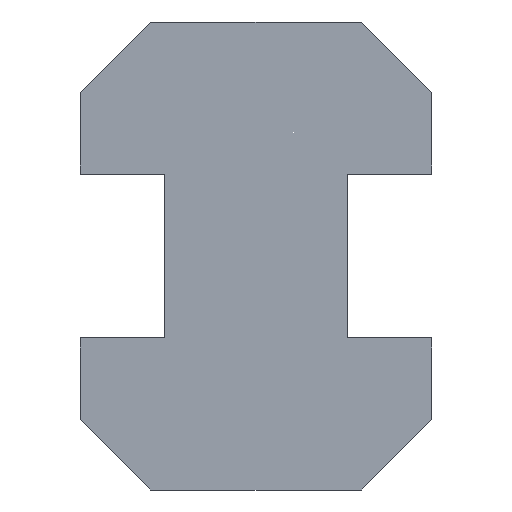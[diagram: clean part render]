
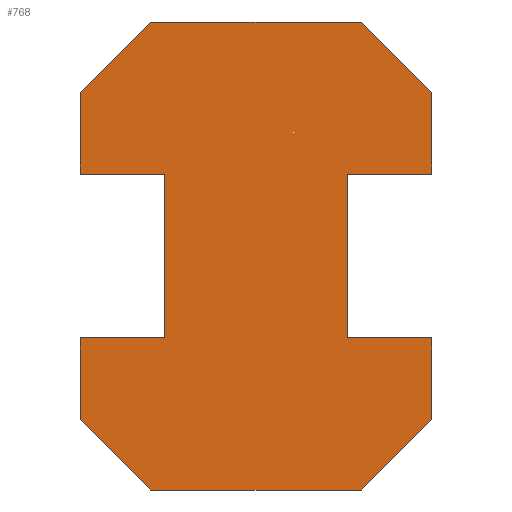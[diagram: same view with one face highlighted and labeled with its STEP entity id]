
A CAD part, front view. The second image highlights one B-rep face of the part: STEP entity #768.
In plain terms, the highlighted planar face has unit normal (0, -1, 0).
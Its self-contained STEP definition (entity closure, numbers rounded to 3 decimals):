
#328=DIRECTION('',(-0.707,0.,0.707));
#329=VECTOR('',#328,4.243);
#330=CARTESIAN_POINT('',(-4.5,-50.,-10.));
#331=LINE('',#330,#329);
#336=DIRECTION('',(0.,0.,1.));
#337=VECTOR('',#336,3.5);
#338=CARTESIAN_POINT('',(-7.5,-50.,-7.));
#339=LINE('',#338,#337);
#343=DIRECTION('',(1.,0.,0.));
#344=VECTOR('',#343,3.6);
#345=CARTESIAN_POINT('',(-7.5,-50.,-3.5));
#346=LINE('',#345,#344);
#350=DIRECTION('',(0.,0.,1.));
#351=VECTOR('',#350,7.);
#352=CARTESIAN_POINT('',(-3.9,-50.,-3.5));
#353=LINE('',#352,#351);
#357=DIRECTION('',(-1.,0.,0.));
#358=VECTOR('',#357,3.6);
#359=CARTESIAN_POINT('',(-3.9,-50.,3.5));
#360=LINE('',#359,#358);
#364=DIRECTION('',(0.,0.,1.));
#365=VECTOR('',#364,3.5);
#366=CARTESIAN_POINT('',(-7.5,-50.,3.5));
#367=LINE('',#366,#365);
#371=DIRECTION('',(0.707,0.,0.707));
#372=VECTOR('',#371,4.243);
#373=CARTESIAN_POINT('',(-7.5,-50.,7.));
#374=LINE('',#373,#372);
#378=DIRECTION('',(1.,0.,0.));
#379=VECTOR('',#378,9.);
#380=CARTESIAN_POINT('',(-4.5,-50.,10.));
#381=LINE('',#380,#379);
#385=DIRECTION('',(0.707,0.,-0.707));
#386=VECTOR('',#385,4.243);
#387=CARTESIAN_POINT('',(4.5,-50.,10.));
#388=LINE('',#387,#386);
#392=DIRECTION('',(0.,0.,-1.));
#393=VECTOR('',#392,3.5);
#394=CARTESIAN_POINT('',(7.5,-50.,7.));
#395=LINE('',#394,#393);
#399=DIRECTION('',(-1.,0.,0.));
#400=VECTOR('',#399,3.6);
#401=CARTESIAN_POINT('',(7.5,-50.,3.5));
#402=LINE('',#401,#400);
#406=DIRECTION('',(0.,0.,-1.));
#407=VECTOR('',#406,7.);
#408=CARTESIAN_POINT('',(3.9,-50.,3.5));
#409=LINE('',#408,#407);
#413=DIRECTION('',(1.,0.,0.));
#414=VECTOR('',#413,3.6);
#415=CARTESIAN_POINT('',(3.9,-50.,-3.5));
#416=LINE('',#415,#414);
#420=DIRECTION('',(0.,0.,-1.));
#421=VECTOR('',#420,3.5);
#422=CARTESIAN_POINT('',(7.5,-50.,-3.5));
#423=LINE('',#422,#421);
#427=DIRECTION('',(-0.707,0.,-0.707));
#428=VECTOR('',#427,4.243);
#429=CARTESIAN_POINT('',(7.5,-50.,-7.));
#430=LINE('',#429,#428);
#434=DIRECTION('',(-1.,0.,0.));
#435=VECTOR('',#434,9.);
#436=CARTESIAN_POINT('',(4.5,-50.,-10.));
#437=LINE('',#436,#435);
#665=CARTESIAN_POINT('',(-4.5,-50.,-10.));
#666=CARTESIAN_POINT('',(-7.5,-50.,-7.));
#667=VERTEX_POINT('',#665);
#668=VERTEX_POINT('',#666);
#669=CARTESIAN_POINT('',(-7.5,-50.,-3.5));
#670=VERTEX_POINT('',#669);
#671=CARTESIAN_POINT('',(-3.9,-50.,-3.5));
#672=VERTEX_POINT('',#671);
#673=CARTESIAN_POINT('',(-3.9,-50.,3.5));
#674=VERTEX_POINT('',#673);
#675=CARTESIAN_POINT('',(4.5,-50.,-10.));
#676=VERTEX_POINT('',#675);
#689=CARTESIAN_POINT('',(-7.5,-50.,3.5));
#690=VERTEX_POINT('',#689);
#691=CARTESIAN_POINT('',(-7.5,-50.,7.));
#692=VERTEX_POINT('',#691);
#693=CARTESIAN_POINT('',(-4.5,-50.,10.));
#694=VERTEX_POINT('',#693);
#695=CARTESIAN_POINT('',(4.5,-50.,10.));
#696=VERTEX_POINT('',#695);
#697=CARTESIAN_POINT('',(7.5,-50.,7.));
#698=VERTEX_POINT('',#697);
#699=CARTESIAN_POINT('',(7.5,-50.,3.5));
#700=VERTEX_POINT('',#699);
#701=CARTESIAN_POINT('',(3.9,-50.,3.5));
#702=VERTEX_POINT('',#701);
#703=CARTESIAN_POINT('',(3.9,-50.,-3.5));
#704=VERTEX_POINT('',#703);
#705=CARTESIAN_POINT('',(7.5,-50.,-3.5));
#706=VERTEX_POINT('',#705);
#707=CARTESIAN_POINT('',(7.5,-50.,-7.));
#708=VERTEX_POINT('',#707);
#729=CARTESIAN_POINT('',(0.,-50.,0.));
#730=DIRECTION('',(0.,1.,0.));
#731=DIRECTION('',(1.,0.,0.));
#732=AXIS2_PLACEMENT_3D('',#729,#730,#731);
#733=PLANE('',#732);
#735=ORIENTED_EDGE('',*,*,#734,.T.);
#737=ORIENTED_EDGE('',*,*,#736,.T.);
#739=ORIENTED_EDGE('',*,*,#738,.T.);
#741=ORIENTED_EDGE('',*,*,#740,.T.);
#743=ORIENTED_EDGE('',*,*,#742,.T.);
#745=ORIENTED_EDGE('',*,*,#744,.T.);
#747=ORIENTED_EDGE('',*,*,#746,.T.);
#749=ORIENTED_EDGE('',*,*,#748,.T.);
#751=ORIENTED_EDGE('',*,*,#750,.T.);
#753=ORIENTED_EDGE('',*,*,#752,.T.);
#755=ORIENTED_EDGE('',*,*,#754,.T.);
#757=ORIENTED_EDGE('',*,*,#756,.T.);
#759=ORIENTED_EDGE('',*,*,#758,.T.);
#761=ORIENTED_EDGE('',*,*,#760,.T.);
#763=ORIENTED_EDGE('',*,*,#762,.T.);
#765=ORIENTED_EDGE('',*,*,#764,.T.);
#766=EDGE_LOOP('',(#735,#737,#739,#741,#743,#745,#747,#749,#751,#753,#755,#757,
#759,#761,#763,#765));
#767=FACE_OUTER_BOUND('',#766,.F.);
#734=EDGE_CURVE('',#667,#668,#331,.T.);
#736=EDGE_CURVE('',#668,#670,#339,.T.);
#738=EDGE_CURVE('',#670,#672,#346,.T.);
#740=EDGE_CURVE('',#672,#674,#353,.T.);
#742=EDGE_CURVE('',#674,#690,#360,.T.);
#744=EDGE_CURVE('',#690,#692,#367,.T.);
#746=EDGE_CURVE('',#692,#694,#374,.T.);
#748=EDGE_CURVE('',#694,#696,#381,.T.);
#750=EDGE_CURVE('',#696,#698,#388,.T.);
#752=EDGE_CURVE('',#698,#700,#395,.T.);
#754=EDGE_CURVE('',#700,#702,#402,.T.);
#756=EDGE_CURVE('',#702,#704,#409,.T.);
#758=EDGE_CURVE('',#704,#706,#416,.T.);
#760=EDGE_CURVE('',#706,#708,#423,.T.);
#762=EDGE_CURVE('',#708,#676,#430,.T.);
#764=EDGE_CURVE('',#676,#667,#437,.T.);
#768=ADVANCED_FACE('',(#767),#733,.F.);
